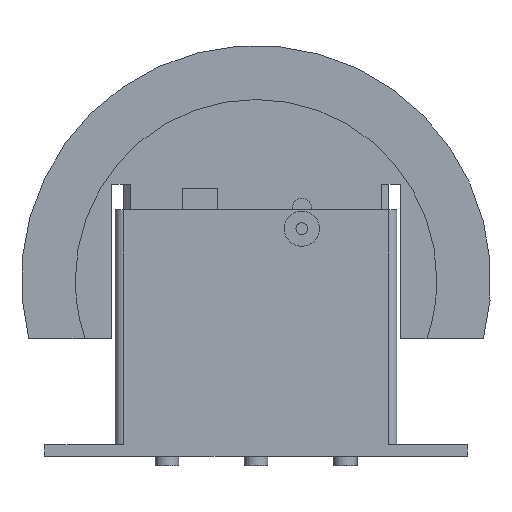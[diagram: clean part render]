
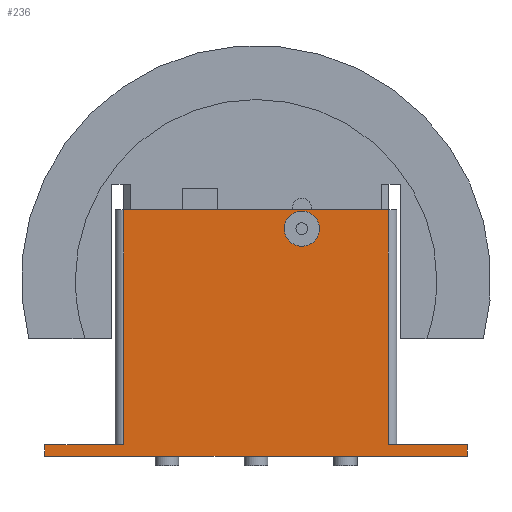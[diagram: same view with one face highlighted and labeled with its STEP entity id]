
A CAD part, front view. The second image highlights one B-rep face of the part: STEP entity #236.
In plain terms, the highlighted planar face has unit normal (0, -1, 0).
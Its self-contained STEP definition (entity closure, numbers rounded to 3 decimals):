
#236=ADVANCED_FACE('',(#559,#560),#561,.T.);
#559=FACE_BOUND('',#983,.T.);
#560=FACE_OUTER_BOUND('',#984,.T.);
#561=PLANE('',#985);
#983=EDGE_LOOP('',(#1574,#1575));
#984=EDGE_LOOP('',(#1576,#1577,#1578,#1579,#1580,#1581,#1582,#1583));
#985=AXIS2_PLACEMENT_3D('',#1584,#1585,#1586);
#1574=ORIENTED_EDGE('',*,*,#2457,.T.);
#1575=ORIENTED_EDGE('',*,*,#2416,.T.);
#1576=ORIENTED_EDGE('',*,*,#2528,.T.);
#1577=ORIENTED_EDGE('',*,*,#2522,.T.);
#1578=ORIENTED_EDGE('',*,*,#2525,.T.);
#1579=ORIENTED_EDGE('',*,*,#2502,.F.);
#1580=ORIENTED_EDGE('',*,*,#2532,.T.);
#1581=ORIENTED_EDGE('',*,*,#2533,.F.);
#1582=ORIENTED_EDGE('',*,*,#2534,.T.);
#1583=ORIENTED_EDGE('',*,*,#2535,.T.);
#1584=CARTESIAN_POINT('',(-45.0,-20.0,0.0));
#1585=DIRECTION('',(0.0,-1.0,0.0));
#1586=DIRECTION('',(1.0,0.0,0.0));
#2416=EDGE_CURVE('',#2867,#2864,#2868,.T.);
#2457=EDGE_CURVE('',#2864,#2867,#2926,.T.);
#2502=EDGE_CURVE('',#2989,#2984,#2991,.T.);
#2522=EDGE_CURVE('',#3022,#3020,#3023,.T.);
#2525=EDGE_CURVE('',#3020,#2984,#3026,.T.);
#2528=EDGE_CURVE('',#3029,#3022,#3030,.T.);
#2532=EDGE_CURVE('',#2989,#3035,#3036,.T.);
#2533=EDGE_CURVE('',#3037,#3035,#3038,.T.);
#2534=EDGE_CURVE('',#3037,#3039,#3040,.T.);
#2535=EDGE_CURVE('',#3039,#3029,#3041,.T.);
#2864=VERTEX_POINT('',#3512);
#2867=VERTEX_POINT('',#3516);
#2868=CIRCLE('',#3517,7.5);
#2926=CIRCLE('',#3584,7.5);
#2984=VERTEX_POINT('',#3658);
#2989=VERTEX_POINT('',#3664);
#2991=LINE('',#3666,#3667);
#3020=VERTEX_POINT('',#3705);
#3022=VERTEX_POINT('',#3707);
#3023=LINE('',#3708,#3709);
#3026=LINE('',#3712,#3713);
#3029=VERTEX_POINT('',#3717);
#3030=LINE('',#3718,#3719);
#3035=VERTEX_POINT('',#3726);
#3036=LINE('',#3727,#3728);
#3037=VERTEX_POINT('',#3729);
#3038=LINE('',#3730,#3731);
#3039=VERTEX_POINT('',#3732);
#3040=LINE('',#3733,#3734);
#3041=LINE('',#3735,#3736);
#3512=CARTESIAN_POINT('',(27.0,-20.0,97.0));
#3516=CARTESIAN_POINT('',(12.0,-20.0,97.0));
#3517=AXIS2_PLACEMENT_3D('',#4357,#4358,#4359);
#3584=AXIS2_PLACEMENT_3D('',#4423,#4424,#4425);
#3658=CARTESIAN_POINT('',(-56.4,-20.,105.0));
#3664=CARTESIAN_POINT('',(-56.4,-20.,5.0));
#3666=CARTESIAN_POINT('',(-56.4,-20.,5.0));
#3667=VECTOR('',#4485,1.0);
#3705=CARTESIAN_POINT('',(56.4,-20.0,105.0));
#3707=CARTESIAN_POINT('',(56.4,-20.0,5.0));
#3708=CARTESIAN_POINT('',(56.4,-20.0,5.0));
#3709=VECTOR('',#4510,1.0);
#3712=CARTESIAN_POINT('',(0.0,-20.0,105.0));
#3713=VECTOR('',#4514,1.0);
#3717=CARTESIAN_POINT('',(90.0,-20.0,5.0));
#3718=CARTESIAN_POINT('',(0.0,-20.0,5.0));
#3719=VECTOR('',#4516,1.0);
#3726=CARTESIAN_POINT('',(-90.0,-20.0,5.0));
#3727=CARTESIAN_POINT('',(0.0,-20.0,5.0));
#3728=VECTOR('',#4519,1.0);
#3729=CARTESIAN_POINT('',(-90.0,-20.0,0.0));
#3730=CARTESIAN_POINT('',(-90.0,-20.0,0.0));
#3731=VECTOR('',#4520,1.0);
#3732=CARTESIAN_POINT('',(90.0,-20.0,0.0));
#3733=CARTESIAN_POINT('',(0.0,-20.0,0.0));
#3734=VECTOR('',#4521,1.0);
#3735=CARTESIAN_POINT('',(90.0,-20.0,0.0));
#3736=VECTOR('',#4522,1.0);
#4357=CARTESIAN_POINT('',(19.5,-20.0,97.0));
#4358=DIRECTION('',(-0.0,1.0,0.0));
#4359=DIRECTION('',(1.0,0.0,0.0));
#4423=CARTESIAN_POINT('',(19.5,-20.0,97.0));
#4424=DIRECTION('',(-0.0,1.0,0.0));
#4425=DIRECTION('',(1.0,0.0,0.0));
#4485=DIRECTION('',(0.0,0.0,1.0));
#4510=DIRECTION('',(0.0,0.0,1.0));
#4514=DIRECTION('',(-1.0,-0.0,-0.0));
#4516=DIRECTION('',(-1.0,-0.0,-0.0));
#4519=DIRECTION('',(-1.0,-0.0,-0.0));
#4520=DIRECTION('',(0.0,0.0,1.0));
#4521=DIRECTION('',(1.0,0.0,0.0));
#4522=DIRECTION('',(0.0,0.0,1.0));
